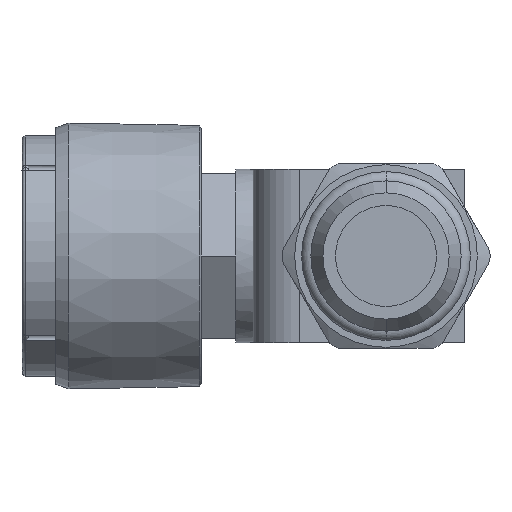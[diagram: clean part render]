
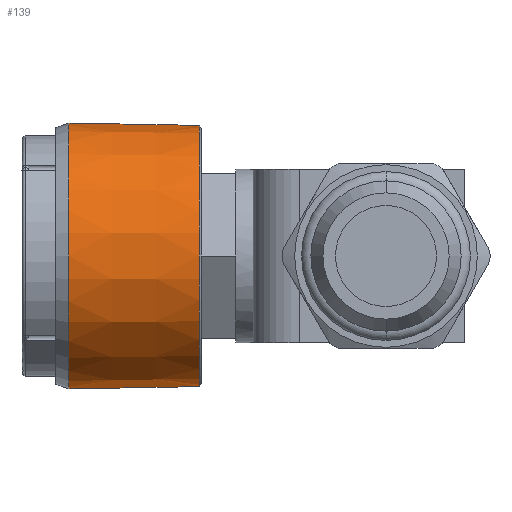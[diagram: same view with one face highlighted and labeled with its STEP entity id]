
A CAD part, left-side view. The second image highlights one B-rep face of the part: STEP entity #139.
In plain terms, the highlighted conical face has half-angle 1 degrees and reference radius 11.303 mm.
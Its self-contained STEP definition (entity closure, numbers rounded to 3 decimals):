
#2 = ORIENTED_EDGE ( 'NONE', *, *, #923, .F. ) ;
#132 = EDGE_CURVE ( 'NONE', #936, #939, #1727, .T. ) ;
#138 = ORIENTED_EDGE ( 'NONE', *, *, #1433, .T. ) ;
#139 = ADVANCED_FACE ( 'NONE', ( #1708 ), #1707, .T. ) ;
#144 = ORIENTED_EDGE ( 'NONE', *, *, #132, .T. ) ;
#146 = ORIENTED_EDGE ( 'NONE', *, *, #148, .F. ) ;
#148 = EDGE_CURVE ( 'NONE', #692, #1483, #1762, .T. ) ;
#556 = EDGE_LOOP ( 'NONE', ( #2, #144, #138, #146 ) ) ;
#692 = VERTEX_POINT ( 'NONE', #2675 ) ;
#923 = EDGE_CURVE ( 'NONE', #936, #692, #3168, .T. ) ;
#936 = VERTEX_POINT ( 'NONE', #3233 ) ;
#939 = VERTEX_POINT ( 'NONE', #3227 ) ;
#1433 = EDGE_CURVE ( 'NONE', #939, #1483, #4466, .T. ) ;
#1483 = VERTEX_POINT ( 'NONE', #4517 ) ;
#1703 = DIRECTION ( 'NONE',  ( 0., 0., 1. ) ) ;
#1704 = DIRECTION ( 'NONE',  ( 0., 1., 0. ) ) ;
#1705 = AXIS2_PLACEMENT_3D ( 'NONE', #1706, #1704, #1703 ) ;
#1706 = CARTESIAN_POINT ( 'NONE',  ( 0., 22.975, 0. ) ) ;
#1707 = CONICAL_SURFACE ( 'NONE', #1705, 11.303, 0.017 ) ;
#1708 = FACE_OUTER_BOUND ( 'NONE', #556, .T. ) ;
#1723 = DIRECTION ( 'NONE',  ( 1., 0., 0. ) ) ;
#1724 = DIRECTION ( 'NONE',  ( 0., 1., 0. ) ) ;
#1725 = CARTESIAN_POINT ( 'NONE',  ( 0., 22.975, 0. ) ) ;
#1726 = AXIS2_PLACEMENT_3D ( 'NONE', #1725, #1724, #1723 ) ;
#1727 = CIRCLE ( 'NONE', #1726, 11.303 ) ;
#1758 = DIRECTION ( 'NONE',  ( 1., 0., 0. ) ) ;
#1759 = DIRECTION ( 'NONE',  ( 0., 1., 0. ) ) ;
#1760 = CARTESIAN_POINT ( 'NONE',  ( 0., 34.25, 0. ) ) ;
#1761 = AXIS2_PLACEMENT_3D ( 'NONE', #1760, #1759, #1758 ) ;
#1762 = CIRCLE ( 'NONE', #1761, 11.5 ) ;
#2675 = CARTESIAN_POINT ( 'NONE',  ( 0., 34.25, -11.5 ) ) ;
#3165 = DIRECTION ( 'NONE',  ( 0., 1., -0.017 ) ) ;
#3166 = VECTOR ( 'NONE', #3165, 1000. ) ;
#3167 = CARTESIAN_POINT ( 'NONE',  ( 0., 22.975, -11.303 ) ) ;
#3168 = LINE ( 'NONE', #3167, #3166 ) ;
#3227 = CARTESIAN_POINT ( 'NONE',  ( 0., 22.975, 11.303 ) ) ;
#3233 = CARTESIAN_POINT ( 'NONE',  ( 0., 22.975, -11.303 ) ) ;
#4463 = DIRECTION ( 'NONE',  ( 0., 1., 0.017 ) ) ;
#4464 = VECTOR ( 'NONE', #4463, 1000. ) ;
#4465 = CARTESIAN_POINT ( 'NONE',  ( 0., 22.975, 11.303 ) ) ;
#4466 = LINE ( 'NONE', #4465, #4464 ) ;
#4517 = CARTESIAN_POINT ( 'NONE',  ( 0., 34.25, 11.5 ) ) ;
